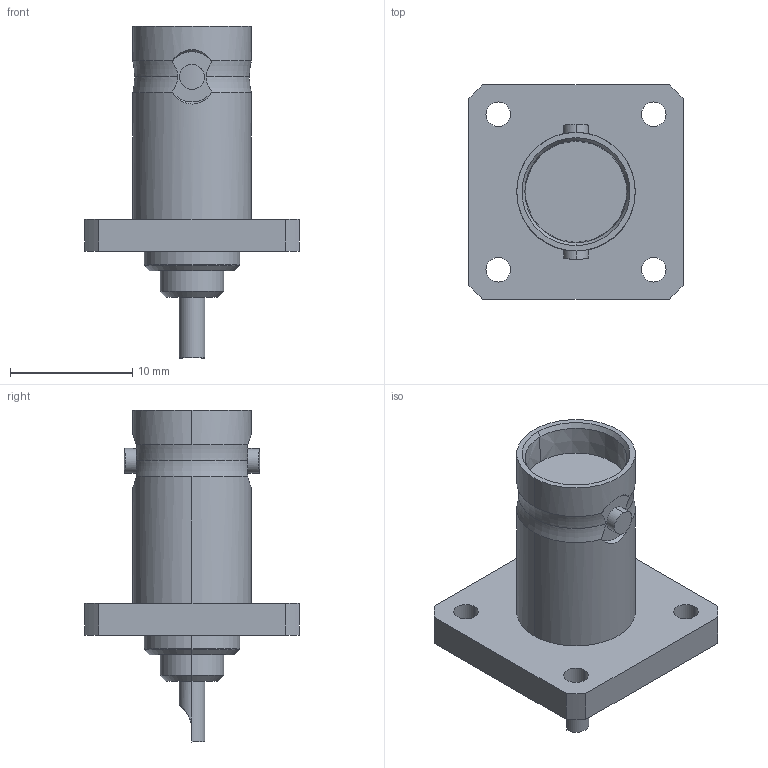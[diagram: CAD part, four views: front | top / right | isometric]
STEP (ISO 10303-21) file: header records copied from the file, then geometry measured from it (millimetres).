
FILE_DESCRIPTION (( 'STEP AP214' ), '1' );
FILE_NAME ('J01001A0613.STEP', '2018-07-12T08:53:26', ( '' ), ( '' ), 'SwSTEP 2.0', 'SolidWorks 2017', '' );
FILE_SCHEMA (( 'AUTOMOTIVE_DESIGN' ));
Length unit declared in the file: millimetre
Products named in the file (1): J01001A0613
Bounding box: 17.5 x 17.5 x 27.12 mm (x, y, z)
Volume: 1880.7 mm3; surface area: 1493.4 mm2
Topology: 1 solids, 1 shells, 71 faces, 169 edges, 107 vertices
Faces by surface type: cylinder 31, cone 16, plane 16, torus 8
Entity records: 3074 total; most frequent: CARTESIAN_POINT 612, DIRECTION 366, ORIENTED_EDGE 338, EDGE_CURVE 169, AXIS2_PLACEMENT_3D 153, VERTEX_POINT 107, EDGE_LOOP 86, CIRCLE 81
